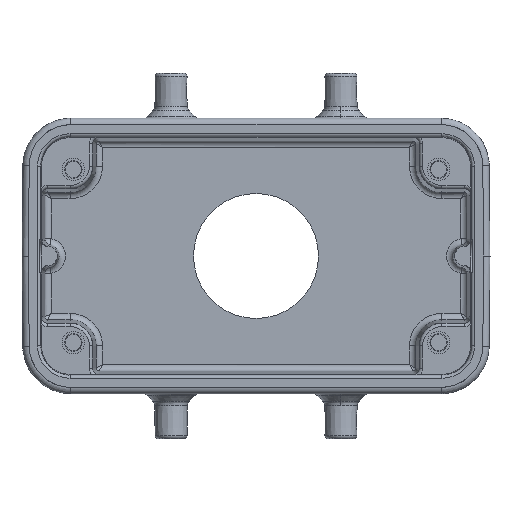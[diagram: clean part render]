
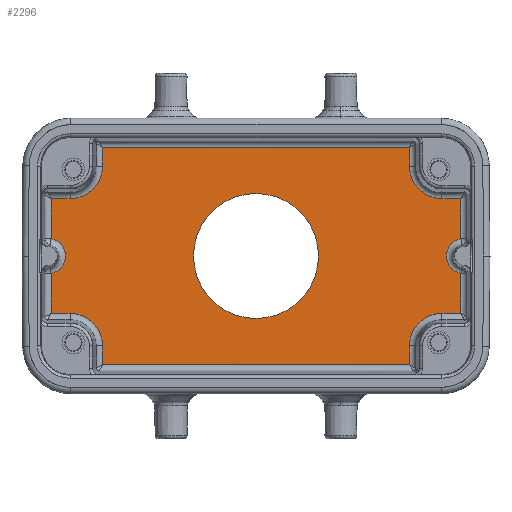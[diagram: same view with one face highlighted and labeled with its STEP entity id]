
A CAD part, front view. The second image highlights one B-rep face of the part: STEP entity #2296.
In plain terms, the highlighted planar face has unit normal (0, -1, 0).
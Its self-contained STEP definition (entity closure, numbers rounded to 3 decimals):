
#193=FACE_BOUND('',#3218,.T.);
#194=FACE_BOUND('',#3219,.T.);
#608=PLANE('',#7830);
#1064=LINE('',#12681,#1718);
#1065=LINE('',#12832,#1719);
#1066=LINE('',#12983,#1720);
#1067=LINE('',#12991,#1721);
#1068=LINE('',#13142,#1722);
#1071=LINE('',#13205,#1725);
#1072=LINE('',#13356,#1726);
#1073=LINE('',#13364,#1727);
#1074=LINE('',#13515,#1728);
#1075=LINE('',#13666,#1729);
#1076=LINE('',#13674,#1730);
#1077=LINE('',#13825,#1731);
#1078=LINE('',#13837,#1732);
#1079=LINE('',#13988,#1733);
#1718=VECTOR('',#9116,1.);
#1719=VECTOR('',#9119,1.);
#1720=VECTOR('',#9122,1.);
#1721=VECTOR('',#9133,1.);
#1722=VECTOR('',#9136,1.);
#1725=VECTOR('',#9171,1.);
#1726=VECTOR('',#9174,1.);
#1727=VECTOR('',#9185,1.);
#1728=VECTOR('',#9188,1.);
#1729=VECTOR('',#9191,1.);
#1730=VECTOR('',#9202,1.);
#1731=VECTOR('',#9205,1.);
#1732=VECTOR('',#9224,1.);
#1733=VECTOR('',#9227,1.);
#2296=ADVANCED_FACE('',(#193,#194),#608,.T.);
#3218=EDGE_LOOP('',(#4671));
#3219=EDGE_LOOP('',(#4672,#4673,#4674,#4675,#4676,#4677,#4678,#4679,#4680,
#4681,#4682,#4683,#4684,#4685,#4686,#4687,#4688,#4689,#4690,#4691));
#4671=ORIENTED_EDGE('',*,*,#6830,.T.);
#4672=ORIENTED_EDGE('',*,*,#6827,.F.);
#4673=ORIENTED_EDGE('',*,*,#6824,.F.);
#4674=ORIENTED_EDGE('',*,*,#6821,.T.);
#4675=ORIENTED_EDGE('',*,*,#6818,.F.);
#4676=ORIENTED_EDGE('',*,*,#6815,.F.);
#4677=ORIENTED_EDGE('',*,*,#6813,.T.);
#4678=ORIENTED_EDGE('',*,*,#6811,.F.);
#4679=ORIENTED_EDGE('',*,*,#6808,.F.);
#4680=ORIENTED_EDGE('',*,*,#6805,.F.);
#4681=ORIENTED_EDGE('',*,*,#6803,.T.);
#4682=ORIENTED_EDGE('',*,*,#6801,.F.);
#4683=ORIENTED_EDGE('',*,*,#6798,.F.);
#4684=ORIENTED_EDGE('',*,*,#6788,.T.);
#4685=ORIENTED_EDGE('',*,*,#6784,.F.);
#4686=ORIENTED_EDGE('',*,*,#6781,.F.);
#4687=ORIENTED_EDGE('',*,*,#6779,.T.);
#4688=ORIENTED_EDGE('',*,*,#6777,.F.);
#4689=ORIENTED_EDGE('',*,*,#6774,.F.);
#4690=ORIENTED_EDGE('',*,*,#6771,.F.);
#4691=ORIENTED_EDGE('',*,*,#6829,.T.);
#5930=VERTEX_POINT('',#12680);
#5931=VERTEX_POINT('',#12682);
#5932=VERTEX_POINT('',#12833);
#5933=VERTEX_POINT('',#12984);
#5934=VERTEX_POINT('',#12988);
#5935=VERTEX_POINT('',#12992);
#5936=VERTEX_POINT('',#13143);
#5938=VERTEX_POINT('',#13151);
#5942=VERTEX_POINT('',#13206);
#5943=VERTEX_POINT('',#13357);
#5944=VERTEX_POINT('',#13361);
#5945=VERTEX_POINT('',#13365);
#5946=VERTEX_POINT('',#13516);
#5947=VERTEX_POINT('',#13667);
#5948=VERTEX_POINT('',#13671);
#5949=VERTEX_POINT('',#13675);
#5950=VERTEX_POINT('',#13826);
#5951=VERTEX_POINT('',#13832);
#5952=VERTEX_POINT('',#13838);
#5953=VERTEX_POINT('',#13989);
#5954=VERTEX_POINT('',#13995);
#6771=EDGE_CURVE('',#5930,#5931,#1064,.T.);
#6774=EDGE_CURVE('',#5931,#5932,#1065,.T.);
#6777=EDGE_CURVE('',#5932,#5933,#1066,.T.);
#6779=EDGE_CURVE('',#5934,#5933,#7353,.T.);
#6781=EDGE_CURVE('',#5934,#5935,#1067,.T.);
#6784=EDGE_CURVE('',#5935,#5936,#1068,.T.);
#6788=EDGE_CURVE('',#5938,#5936,#7358,.T.);
#6798=EDGE_CURVE('',#5938,#5942,#1071,.T.);
#6801=EDGE_CURVE('',#5942,#5943,#1072,.T.);
#6803=EDGE_CURVE('',#5944,#5943,#7364,.T.);
#6805=EDGE_CURVE('',#5944,#5945,#1073,.T.);
#6808=EDGE_CURVE('',#5945,#5946,#1074,.T.);
#6811=EDGE_CURVE('',#5946,#5947,#1075,.T.);
#6813=EDGE_CURVE('',#5948,#5947,#7367,.T.);
#6815=EDGE_CURVE('',#5948,#5949,#1076,.T.);
#6818=EDGE_CURVE('',#5949,#5950,#1077,.T.);
#6821=EDGE_CURVE('',#5951,#5950,#7371,.T.);
#6824=EDGE_CURVE('',#5951,#5952,#1078,.T.);
#6827=EDGE_CURVE('',#5952,#5953,#1079,.T.);
#6829=EDGE_CURVE('',#5930,#5953,#7375,.T.);
#6830=EDGE_CURVE('',#5954,#5954,#7376,.T.);
#7353=CIRCLE('',#7781,5.053);
#7358=CIRCLE('',#7790,2.772);
#7364=CIRCLE('',#7804,5.053);
#7367=CIRCLE('',#7811,5.053);
#7371=CIRCLE('',#7819,2.772);
#7375=CIRCLE('',#7827,5.053);
#7376=CIRCLE('',#7829,9.75);
#7781=AXIS2_PLACEMENT_3D('',#12987,#9127,#9128);
#7790=AXIS2_PLACEMENT_3D('',#13150,#9147,#9148);
#7804=AXIS2_PLACEMENT_3D('',#13360,#9179,#9180);
#7811=AXIS2_PLACEMENT_3D('',#13670,#9196,#9197);
#7819=AXIS2_PLACEMENT_3D('',#13831,#9214,#9215);
#7827=AXIS2_PLACEMENT_3D('',#13992,#9232,#9233);
#7829=AXIS2_PLACEMENT_3D('',#13994,#9236,#9237);
#7830=AXIS2_PLACEMENT_3D('',#13996,#9238,#9239);
#9116=DIRECTION('',(0.,0.,-1.));
#9119=DIRECTION('',(-1.,0.,0.));
#9122=DIRECTION('',(0.,0.,1.));
#9127=DIRECTION('',(0.,1.,0.));
#9128=DIRECTION('',(0.,0.,-1.));
#9133=DIRECTION('',(-1.,0.,0.));
#9136=DIRECTION('',(0.,0.,1.));
#9147=DIRECTION('',(0.,1.,0.));
#9148=DIRECTION('',(0.,0.,-1.));
#9171=DIRECTION('',(0.,0.,1.));
#9174=DIRECTION('',(1.,0.,0.));
#9179=DIRECTION('',(0.,1.,0.));
#9180=DIRECTION('',(0.,0.,-1.));
#9185=DIRECTION('',(0.,0.,1.));
#9188=DIRECTION('',(1.,0.,0.));
#9191=DIRECTION('',(0.,0.,-1.));
#9196=DIRECTION('',(0.,1.,0.));
#9197=DIRECTION('',(0.,0.,-1.));
#9202=DIRECTION('',(1.,0.,0.));
#9205=DIRECTION('',(0.,0.,-1.));
#9214=DIRECTION('',(0.,1.,0.));
#9215=DIRECTION('',(0.,0.,-1.));
#9224=DIRECTION('',(0.,0.,-1.));
#9227=DIRECTION('',(-1.,0.,0.));
#9232=DIRECTION('',(0.,1.,0.));
#9233=DIRECTION('',(0.,0.,-1.));
#9236=DIRECTION('',(0.,1.,0.));
#9237=DIRECTION('',(0.,0.,-1.));
#9238=DIRECTION('',(0.,-1.,0.));
#9239=DIRECTION('',(0.,0.,-1.));
#12680=CARTESIAN_POINT('',(23.947,19.35,-14.));
#12681=CARTESIAN_POINT('',(23.947,19.35,14.));
#12682=CARTESIAN_POINT('',(23.947,19.35,-16.947));
#12832=CARTESIAN_POINT('',(-31.947,19.35,-16.947));
#12833=CARTESIAN_POINT('',(-23.947,19.35,-16.947));
#12983=CARTESIAN_POINT('',(-23.947,19.35,16.947));
#12984=CARTESIAN_POINT('',(-23.947,19.35,-14.));
#12987=CARTESIAN_POINT('',(-29.,19.35,-14.));
#12988=CARTESIAN_POINT('',(-29.,19.35,-8.947));
#12991=CARTESIAN_POINT('',(29.,19.35,-8.947));
#12992=CARTESIAN_POINT('',(-31.947,19.35,-8.947));
#13142=CARTESIAN_POINT('',(-31.947,19.35,-0.064));
#13143=CARTESIAN_POINT('',(-31.947,19.35,-2.717));
#13150=CARTESIAN_POINT('',(-32.5,19.35,0.));
#13151=CARTESIAN_POINT('',(-31.947,19.35,2.717));
#13205=CARTESIAN_POINT('',(-31.947,19.35,16.947));
#13206=CARTESIAN_POINT('',(-31.947,19.35,8.947));
#13356=CARTESIAN_POINT('',(-31.947,19.35,8.947));
#13357=CARTESIAN_POINT('',(-29.,19.35,8.947));
#13360=CARTESIAN_POINT('',(-29.,19.35,14.));
#13361=CARTESIAN_POINT('',(-23.947,19.35,14.));
#13364=CARTESIAN_POINT('',(-23.947,19.35,14.));
#13365=CARTESIAN_POINT('',(-23.947,19.35,16.947));
#13515=CARTESIAN_POINT('',(-31.947,19.35,16.947));
#13516=CARTESIAN_POINT('',(23.947,19.35,16.947));
#13666=CARTESIAN_POINT('',(23.947,19.35,16.947));
#13667=CARTESIAN_POINT('',(23.947,19.35,14.));
#13670=CARTESIAN_POINT('',(29.,19.35,14.));
#13671=CARTESIAN_POINT('',(29.,19.35,8.947));
#13674=CARTESIAN_POINT('',(-32.5,19.35,8.947));
#13675=CARTESIAN_POINT('',(31.947,19.35,8.947));
#13825=CARTESIAN_POINT('',(31.947,19.35,-10.67));
#13826=CARTESIAN_POINT('',(31.947,19.35,2.717));
#13831=CARTESIAN_POINT('',(32.5,19.35,0.));
#13832=CARTESIAN_POINT('',(31.947,19.35,-2.717));
#13837=CARTESIAN_POINT('',(31.947,19.35,16.947));
#13838=CARTESIAN_POINT('',(31.947,19.35,-8.947));
#13988=CARTESIAN_POINT('',(-31.947,19.35,-8.947));
#13989=CARTESIAN_POINT('',(29.,19.35,-8.947));
#13992=CARTESIAN_POINT('',(29.,19.35,-14.));
#13994=CARTESIAN_POINT('',(0.,19.35,0.));
#13995=CARTESIAN_POINT('',(0.,19.35,-9.75));
#13996=CARTESIAN_POINT('',(-31.947,19.35,16.947));
